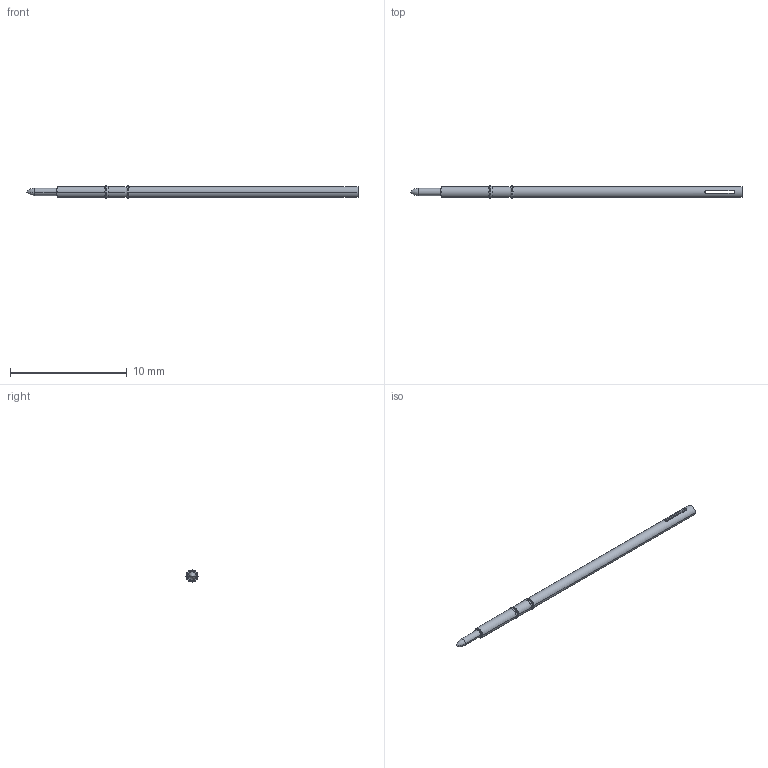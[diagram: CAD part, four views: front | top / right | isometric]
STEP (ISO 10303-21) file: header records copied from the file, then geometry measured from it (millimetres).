
FILE_DESCRIPTION (( 'STEP AP214' ), '1' );
FILE_NAME ('X50-TJ-3.STEP', '2015-09-15T13:54:42', ( 'spare' ), ( '' ), 'SwSTEP 2.0', 'SolidWorks 2015', '' );
FILE_SCHEMA (( 'AUTOMOTIVE_DESIGN' ));
Length unit declared in the file: inch
Products named in the file (1): X50-TJ-3
Bounding box: 28.45 x 1.03 x 1.03 mm (x, y, z)
Volume: 17.4 mm3; surface area: 87.8 mm2
Topology: 1 solids, 1 shells, 42 faces, 104 edges, 58 vertices
Faces by surface type: cylinder 20, cone 12, plane 6, torus 4
Entity records: 1424 total; most frequent: CARTESIAN_POINT 443, DIRECTION 206, ORIENTED_EDGE 188, EDGE_CURVE 94, AXIS2_PLACEMENT_3D 81, VERTEX_POINT 54, EDGE_LOOP 46, VECTOR 44
